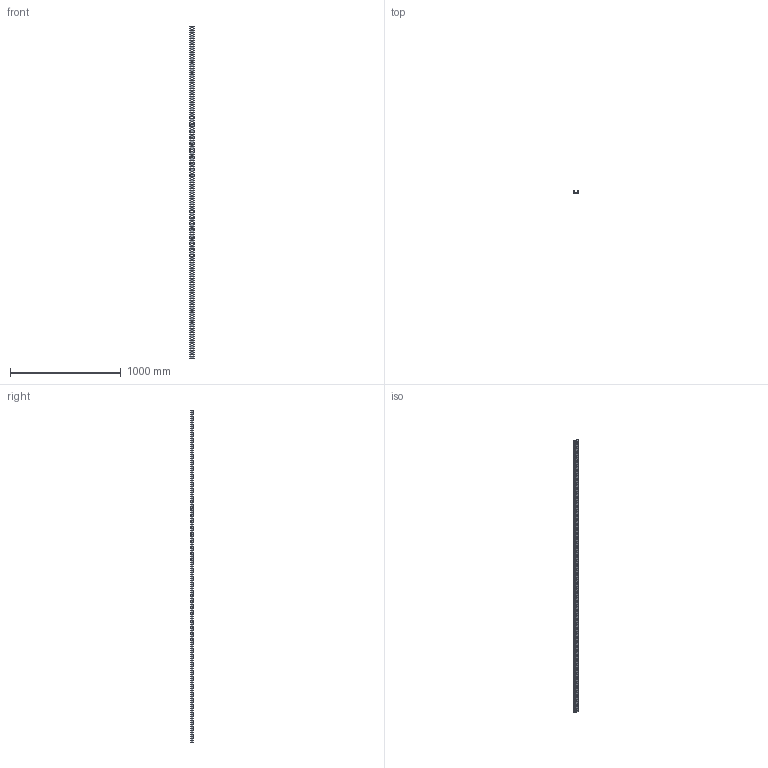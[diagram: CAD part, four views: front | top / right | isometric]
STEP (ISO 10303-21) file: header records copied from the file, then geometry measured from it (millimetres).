
FILE_DESCRIPTION (( 'STEP AP203' ), '1' );
FILE_NAME ('Ïðîôèëü C-îáðàçíûé 21_BPL2130.STEP', '2012-11-16T08:10:27', ( 'Àñååâ' ), ( '' ), 'SwSTEP 2.0', 'SolidWorks 2012', '' );
FILE_SCHEMA (( 'CONFIG_CONTROL_DESIGN' ));
Length unit declared in the file: millimetre
Products named in the file (1): Ïðîôèëü C-îáðàçíûé 21_BPL2130
Bounding box: 41 x 21 x 3000 mm (x, y, z)
Volume: 453246 mm3; surface area: 619584.6 mm2
Topology: 1 solids, 1 shells, 294 faces, 828 edges, 536 vertices
Faces by surface type: plane 162, cylinder 132
Entity records: 9809 total; most frequent: DIRECTION 1682, CARTESIAN_POINT 1659, ORIENTED_EDGE 1656, EDGE_CURVE 828, LINE 564, VECTOR 564, AXIS2_PLACEMENT_3D 559, VERTEX_POINT 536
